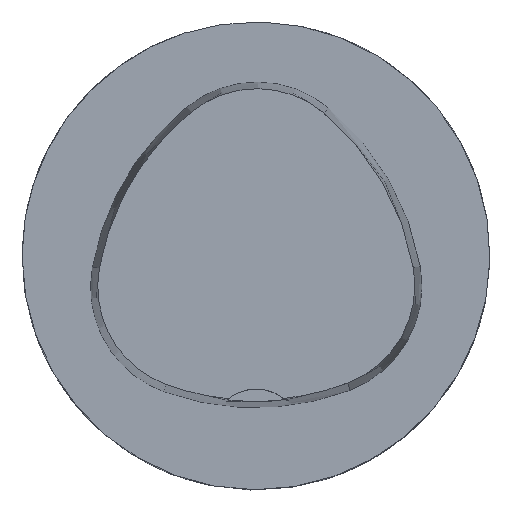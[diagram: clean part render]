
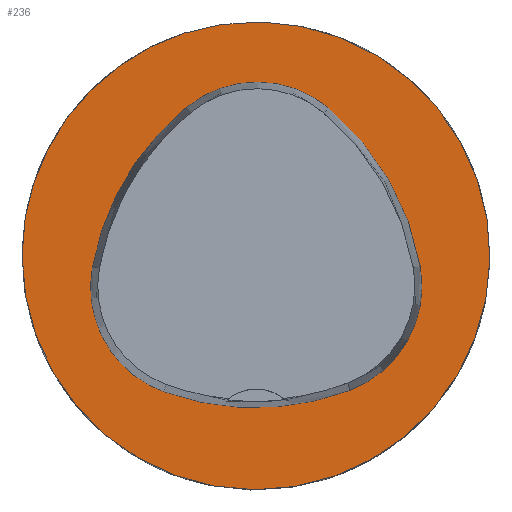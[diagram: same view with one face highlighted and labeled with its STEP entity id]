
A CAD part, top view. The second image highlights one B-rep face of the part: STEP entity #236.
In plain terms, the highlighted planar face has unit normal (0, 0, 1).
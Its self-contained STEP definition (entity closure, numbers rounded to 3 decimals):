
#210=FACE_BOUND('',#333,.T.);
#211=FACE_BOUND('',#334,.T.);
#236=ADVANCED_FACE('',(#210,#211),#255,.T.);
#255=PLANE('',#789);
#333=EDGE_LOOP('',(#432,#433,#434,#435,#436,#437));
#334=EDGE_LOOP('',(#438));
#432=ORIENTED_EDGE('',*,*,#578,.T.);
#433=ORIENTED_EDGE('',*,*,#558,.T.);
#434=ORIENTED_EDGE('',*,*,#562,.T.);
#435=ORIENTED_EDGE('',*,*,#565,.T.);
#436=ORIENTED_EDGE('',*,*,#568,.T.);
#437=ORIENTED_EDGE('',*,*,#576,.T.);
#438=ORIENTED_EDGE('',*,*,#548,.F.);
#499=VERTEX_POINT('',#1088);
#509=VERTEX_POINT('',#1115);
#510=VERTEX_POINT('',#1116);
#513=VERTEX_POINT('',#1124);
#515=VERTEX_POINT('',#1130);
#517=VERTEX_POINT('',#1136);
#524=VERTEX_POINT('',#1157);
#548=EDGE_CURVE('',#499,#499,#604,.T.);
#558=EDGE_CURVE('',#509,#510,#606,.T.);
#562=EDGE_CURVE('',#510,#513,#608,.T.);
#565=EDGE_CURVE('',#513,#515,#610,.T.);
#568=EDGE_CURVE('',#515,#517,#612,.T.);
#576=EDGE_CURVE('',#517,#524,#616,.T.);
#578=EDGE_CURVE('',#524,#509,#618,.T.);
#604=CIRCLE('',#759,31.5);
#606=CIRCLE('',#767,36.);
#608=CIRCLE('',#770,15.);
#610=CIRCLE('',#773,36.);
#612=CIRCLE('',#776,15.);
#616=CIRCLE('',#781,36.);
#618=CIRCLE('',#784,15.);
#759=AXIS2_PLACEMENT_3D('',#1087,#893,#894);
#767=AXIS2_PLACEMENT_3D('',#1114,#914,#915);
#770=AXIS2_PLACEMENT_3D('',#1123,#922,#923);
#773=AXIS2_PLACEMENT_3D('',#1129,#929,#930);
#776=AXIS2_PLACEMENT_3D('',#1135,#936,#937);
#781=AXIS2_PLACEMENT_3D('',#1158,#948,#949);
#784=AXIS2_PLACEMENT_3D('',#1161,#954,#955);
#789=AXIS2_PLACEMENT_3D('',#1166,#964,#965);
#893=DIRECTION('',(0.,0.,-1.));
#894=DIRECTION('',(-1.,0.,0.));
#914=DIRECTION('',(0.,0.,-1.));
#915=DIRECTION('',(-1.,0.,0.));
#922=DIRECTION('',(0.,0.,-1.));
#923=DIRECTION('',(-1.,0.,0.));
#929=DIRECTION('',(0.,0.,-1.));
#930=DIRECTION('',(-1.,0.,0.));
#936=DIRECTION('',(0.,0.,-1.));
#937=DIRECTION('',(-1.,0.,0.));
#948=DIRECTION('',(0.,0.,-1.));
#949=DIRECTION('',(-1.,0.,0.));
#954=DIRECTION('',(0.,0.,-1.));
#955=DIRECTION('',(-1.,0.,0.));
#964=DIRECTION('',(0.,0.,1.));
#965=DIRECTION('',(1.,0.,0.));
#1087=CARTESIAN_POINT('',(0.,0.,0.));
#1088=CARTESIAN_POINT('',(-31.5,0.,0.));
#1114=CARTESIAN_POINT('',(13.398,-7.893,0.));
#1115=CARTESIAN_POINT('',(-22.041,-1.562,0.));
#1116=CARTESIAN_POINT('',(-9.317,20.036,0.));
#1123=CARTESIAN_POINT('',(0.148,8.399,0.));
#1124=CARTESIAN_POINT('',(9.779,19.898,0.));
#1129=CARTESIAN_POINT('',(-13.337,-7.7,0.));
#1130=CARTESIAN_POINT('',(22.122,-1.48,0.));
#1135=CARTESIAN_POINT('',(7.347,-4.071,0.));
#1136=CARTESIAN_POINT('',(12.693,-18.087,0.));
#1157=CARTESIAN_POINT('',(-12.373,-18.307,0.));
#1158=CARTESIAN_POINT('',(-0.137,15.55,0.));
#1161=CARTESIAN_POINT('',(-7.275,-4.2,0.));
#1166=CARTESIAN_POINT('',(0.,0.,0.));
